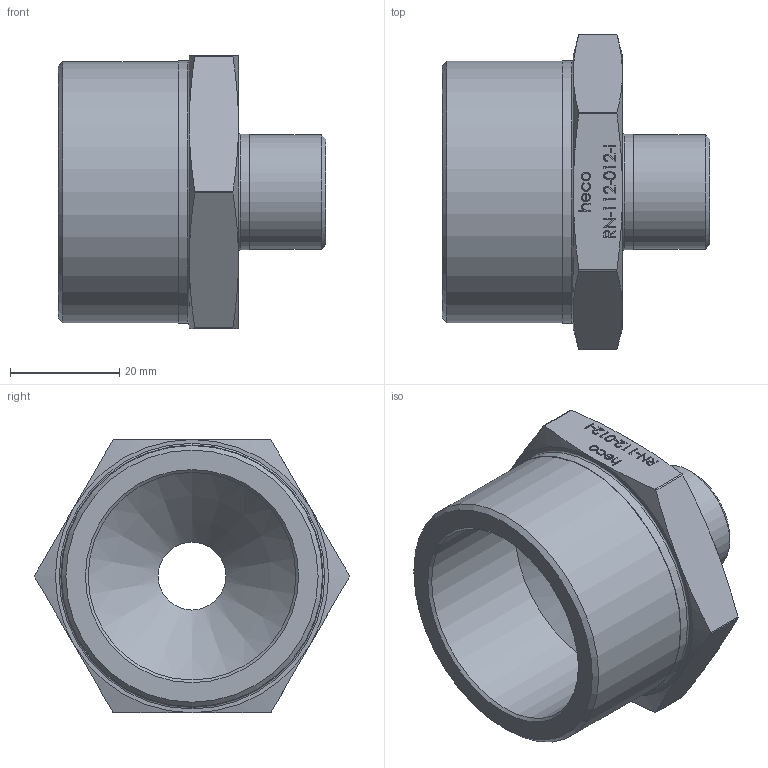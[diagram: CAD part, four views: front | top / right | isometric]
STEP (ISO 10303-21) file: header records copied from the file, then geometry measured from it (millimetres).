
FILE_DESCRIPTION (( 'STEP AP214' ), '1' );
FILE_NAME ('heco_RN-112-012-I.STEP', '2016-07-04T13:35:43', ( '' ), ( '' ), 'SwSTEP 2.0', 'SolidWorks 2011', '' );
FILE_SCHEMA (( 'AUTOMOTIVE_DESIGN' ));
Length unit declared in the file: millimetre
Products named in the file (1): heco_RN-112-012-I
Bounding box: 49 x 57.64 x 50.05 mm (x, y, z)
Volume: 34206.9 mm3; surface area: 13630.7 mm2
Topology: 1 solids, 1 shells, 204 faces, 516 edges, 338 vertices
Faces by surface type: plane 112, bspline 61, cone 17, cylinder 12, torus 2
Full cylindrical faces by diameter (mm): 12.4 x1, 20.955 x1, 21.155 x1, 38 x1, 47.803 x1, 48.003 x1
Entity records: 11142 total; most frequent: CARTESIAN_POINT 5019, ORIENTED_EDGE 1002, DIRECTION 661, EDGE_CURVE 501, VERTEX_POINT 336, LINE 313, VECTOR 313, EDGE_LOOP 243
